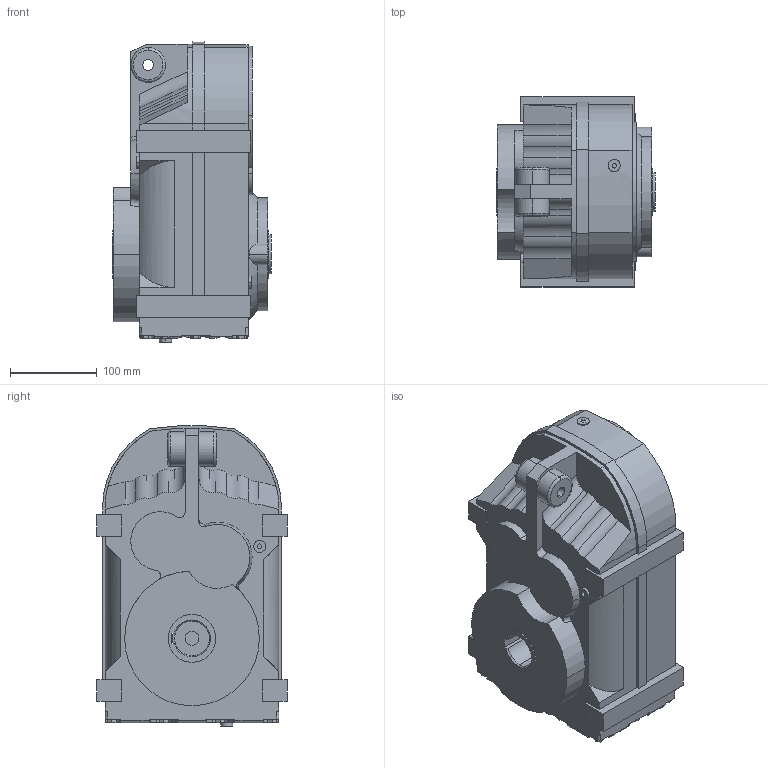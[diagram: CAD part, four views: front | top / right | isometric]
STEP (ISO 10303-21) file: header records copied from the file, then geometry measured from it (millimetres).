
FILE_DESCRIPTION(('STEP AP214'),'1');
FILE_NAME('cctmp_74235357-8640-4B1C-99B5-A1D06557D008_2021_3_24_14_13_36_419..stp','2021-03-24T13:13:36',('SEW-EURODRIVE GmbH & Co KG'),('CADClick - www.CADClick.com'),'Spatial InterOp 3D postprocessed',' ','unknown authorization');
FILE_SCHEMA(('AUTOMOTIVE_DESIGN'));
Length unit declared in the file: millimetre
Products named in the file (1): 2021_03_24__14-13-36-419
Bounding box: 183 x 219 x 345.64 mm (x, y, z)
Volume: 8575574.3 mm3; surface area: 330852.9 mm2
Topology: 1 solids, 2 shells, 390 faces, 1055 edges, 699 vertices
Faces by surface type: plane 241, cylinder 126, bspline 12, cone 7, torus 4
Entity records: 15138 total; most frequent: CARTESIAN_POINT 4005, ORIENTED_EDGE 2110, DIRECTION 2020, EDGE_CURVE 1055, LINE 712, VECTOR 712, VERTEX_POINT 699, AXIS2_PLACEMENT_3D 654
